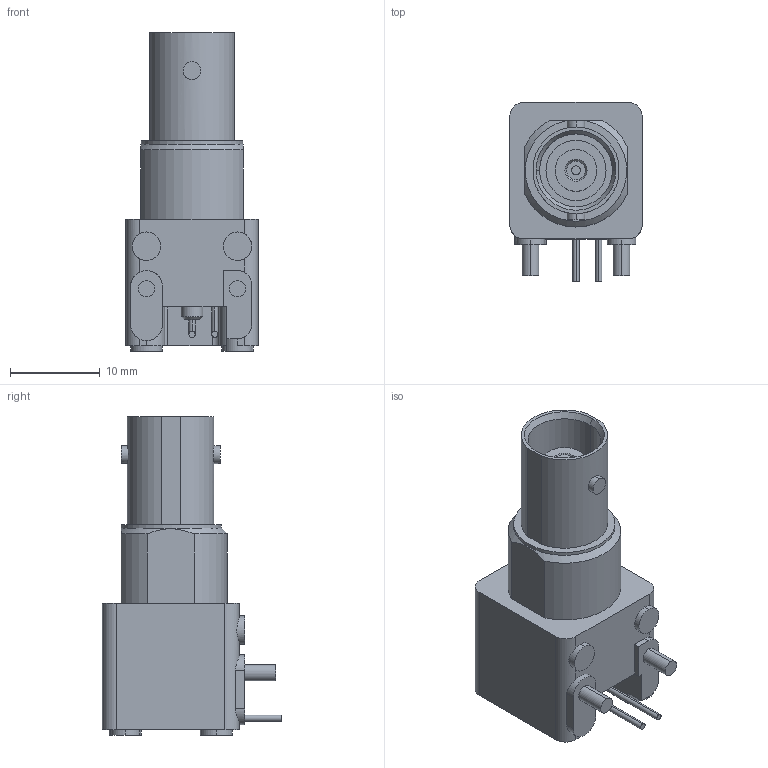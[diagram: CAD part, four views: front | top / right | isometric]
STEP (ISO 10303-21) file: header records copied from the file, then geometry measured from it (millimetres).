
FILE_DESCRIPTION((''),'2;1');
FILE_NAME('C-5227677-01-3','2007-09-01T',('workeradm'),('Tyco Electronics Corporation'),'PRO/ENGINEER BY PARAMETRIC TECHNOLOGY CORPORATION, 2005450','PRO/ENGINEER BY PARAMETRIC TECHNOLOGY CORPORATION, 2005450','');
FILE_SCHEMA(('CONFIG_CONTROL_DESIGN', 'GEOMETRIC_VALIDATION_PROPERTIES_MIM'));
Length unit declared in the file: millimetre
Products named in the file (1): C-5227677-01-3
Bounding box: 14.76 x 19.99 x 35.56 mm (x, y, z)
Volume: 4203.1 mm3; surface area: 2589.6 mm2
Topology: 1 solids, 1 shells, 128 faces, 311 edges, 203 vertices
Faces by surface type: cylinder 66, plane 55, cone 7
Entity records: 4087 total; most frequent: CARTESIAN_POINT 858, DIRECTION 678, ORIENTED_EDGE 622, EDGE_CURVE 311, AXIS2_PLACEMENT_3D 258, VERTEX_POINT 203, VECTOR 162, LINE 162
